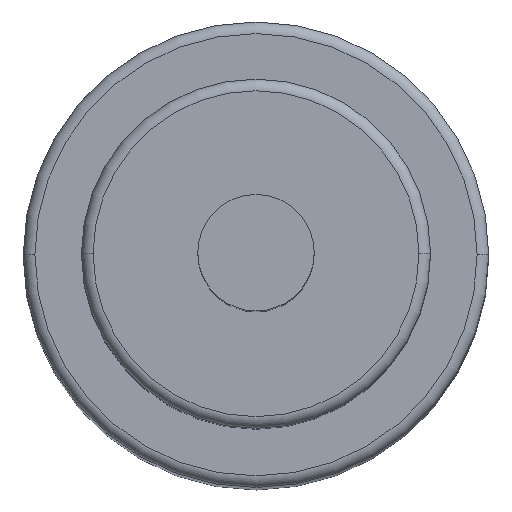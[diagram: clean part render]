
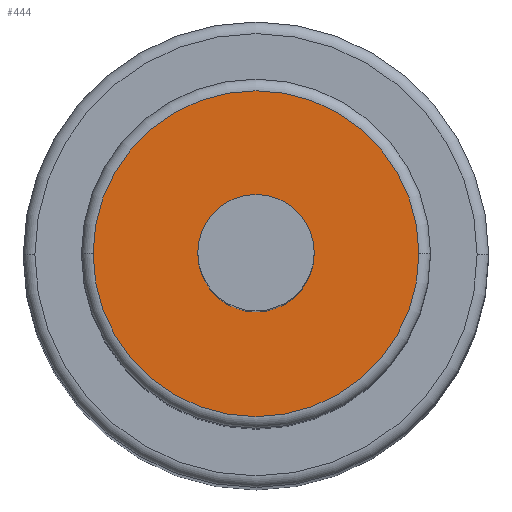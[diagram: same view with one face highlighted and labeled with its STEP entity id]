
A CAD part, top view. The second image highlights one B-rep face of the part: STEP entity #444.
In plain terms, the highlighted planar face has unit normal (0, 0, 1).
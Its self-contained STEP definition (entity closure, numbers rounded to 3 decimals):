
#148=CARTESIAN_POINT('',(0.,0.,35.));
#149=DIRECTION('',(0.,0.,1.));
#150=DIRECTION('',(1.,0.,0.));
#151=AXIS2_PLACEMENT_3D('',#148,#149,#150);
#153=CARTESIAN_POINT('',(0.,0.,35.));
#154=DIRECTION('',(0.,0.,1.));
#155=DIRECTION('',(-1.,0.,0.));
#156=AXIS2_PLACEMENT_3D('',#153,#154,#155);
#158=CARTESIAN_POINT('',(0.,0.,35.));
#159=DIRECTION('',(0.,0.,1.));
#160=DIRECTION('',(-1.,0.,0.));
#161=AXIS2_PLACEMENT_3D('',#158,#159,#160);
#163=CARTESIAN_POINT('',(0.,0.,35.));
#164=DIRECTION('',(0.,0.,1.));
#165=DIRECTION('',(1.,0.,0.));
#166=AXIS2_PLACEMENT_3D('',#163,#164,#165);
#227=CARTESIAN_POINT('',(1.,0.,35.));
#228=CARTESIAN_POINT('',(-1.,0.,35.));
#229=VERTEX_POINT('',#227);
#230=VERTEX_POINT('',#228);
#231=CARTESIAN_POINT('',(-2.8,0.,35.));
#232=CARTESIAN_POINT('',(2.8,0.,35.));
#233=VERTEX_POINT('',#231);
#234=VERTEX_POINT('',#232);
#428=CARTESIAN_POINT('',(0.,0.,35.));
#429=DIRECTION('',(0.,0.,1.));
#430=DIRECTION('',(1.,0.,0.));
#431=AXIS2_PLACEMENT_3D('',#428,#429,#430);
#432=PLANE('',#431);
#434=ORIENTED_EDGE('',*,*,#433,.F.);
#435=ORIENTED_EDGE('',*,*,#411,.F.);
#436=EDGE_LOOP('',(#434,#435));
#437=FACE_OUTER_BOUND('',#436,.F.);
#439=ORIENTED_EDGE('',*,*,#438,.T.);
#441=ORIENTED_EDGE('',*,*,#440,.T.);
#442=EDGE_LOOP('',(#439,#441));
#443=FACE_BOUND('',#442,.F.);
#444=ADVANCED_FACE('',(#437,#443),#432,.T.);
#152=CIRCLE('',#151,1.);
#157=CIRCLE('',#156,1.);
#162=CIRCLE('',#161,2.8);
#167=CIRCLE('',#166,2.8);
#411=EDGE_CURVE('',#234,#233,#167,.T.);
#433=EDGE_CURVE('',#233,#234,#162,.T.);
#438=EDGE_CURVE('',#229,#230,#152,.T.);
#440=EDGE_CURVE('',#230,#229,#157,.T.);
